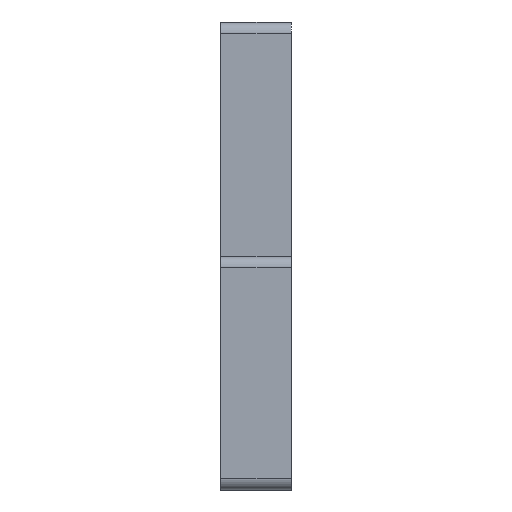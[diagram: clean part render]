
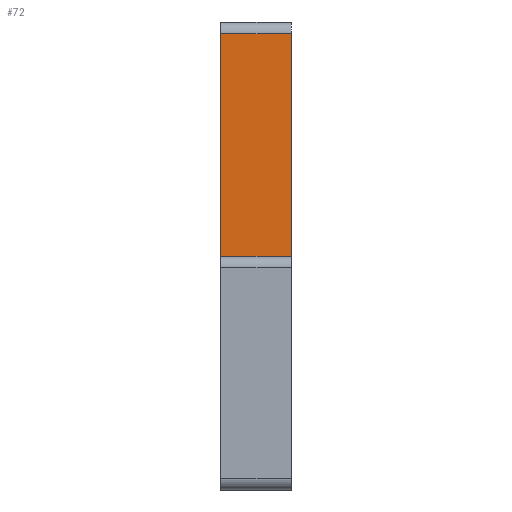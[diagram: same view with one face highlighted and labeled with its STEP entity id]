
A CAD part, left-side view. The second image highlights one B-rep face of the part: STEP entity #72.
In plain terms, the highlighted planar face has unit normal (-1, 0, 0).
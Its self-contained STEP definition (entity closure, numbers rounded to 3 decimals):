
#12 = PLANE ( 'NONE',  #708 ) ;
#72 = ADVANCED_FACE ( 'NONE', ( #281 ), #12, .F. ) ;
#128 = DIRECTION ( 'NONE',  ( 0., 0., -1. ) ) ;
#203 = EDGE_CURVE ( 'NONE', #1121, #1660, #1263, .T. ) ;
#281 = FACE_OUTER_BOUND ( 'NONE', #1023, .T. ) ;
#403 = CARTESIAN_POINT ( 'NONE',  ( 15., 0., -4.5 ) ) ;
#424 = VECTOR ( 'NONE', #1405, 1000. ) ;
#469 = LINE ( 'NONE', #1583, #424 ) ;
#489 = DIRECTION ( 'NONE',  ( 0., 0., -1. ) ) ;
#528 = CARTESIAN_POINT ( 'NONE',  ( 15., 0., 0. ) ) ;
#576 = CARTESIAN_POINT ( 'NONE',  ( 15., 3., 14.5 ) ) ;
#708 = AXIS2_PLACEMENT_3D ( 'NONE', #528, #1087, #128 ) ;
#722 = CARTESIAN_POINT ( 'NONE',  ( 15., 3., -4.5 ) ) ;
#762 = CARTESIAN_POINT ( 'NONE',  ( 15., 3., 0. ) ) ;
#771 = CARTESIAN_POINT ( 'NONE',  ( 15., 3., 14.5 ) ) ;
#811 = ORIENTED_EDGE ( 'NONE', *, *, #1208, .T. ) ;
#901 = LINE ( 'NONE', #762, #1607 ) ;
#911 = CARTESIAN_POINT ( 'NONE',  ( 15., 0., 14.5 ) ) ;
#1004 = ORIENTED_EDGE ( 'NONE', *, *, #203, .F. ) ;
#1023 = EDGE_LOOP ( 'NONE', ( #811, #1551, #1004, #1102 ) ) ;
#1036 = VERTEX_POINT ( 'NONE', #576 ) ;
#1087 = DIRECTION ( 'NONE',  ( 1., 0., 0. ) ) ;
#1102 = ORIENTED_EDGE ( 'NONE', *, *, #1126, .T. ) ;
#1121 = VERTEX_POINT ( 'NONE', #911 ) ;
#1126 = EDGE_CURVE ( 'NONE', #1121, #1036, #1613, .T. ) ;
#1208 = EDGE_CURVE ( 'NONE', #1036, #1434, #901, .T. ) ;
#1221 = VECTOR ( 'NONE', #1578, 1000. ) ;
#1263 = LINE ( 'NONE', #1581, #1676 ) ;
#1394 = EDGE_CURVE ( 'NONE', #1434, #1660, #469, .T. ) ;
#1405 = DIRECTION ( 'NONE',  ( 0., -1., 0. ) ) ;
#1411 = DIRECTION ( 'NONE',  ( 0., 0., -1. ) ) ;
#1434 = VERTEX_POINT ( 'NONE', #722 ) ;
#1551 = ORIENTED_EDGE ( 'NONE', *, *, #1394, .T. ) ;
#1578 = DIRECTION ( 'NONE',  ( 0., 1., 0. ) ) ;
#1581 = CARTESIAN_POINT ( 'NONE',  ( 15., 0., 0. ) ) ;
#1583 = CARTESIAN_POINT ( 'NONE',  ( 15., 0., -4.5 ) ) ;
#1607 = VECTOR ( 'NONE', #489, 1000. ) ;
#1613 = LINE ( 'NONE', #771, #1221 ) ;
#1660 = VERTEX_POINT ( 'NONE', #403 ) ;
#1676 = VECTOR ( 'NONE', #1411, 1000. ) ;
